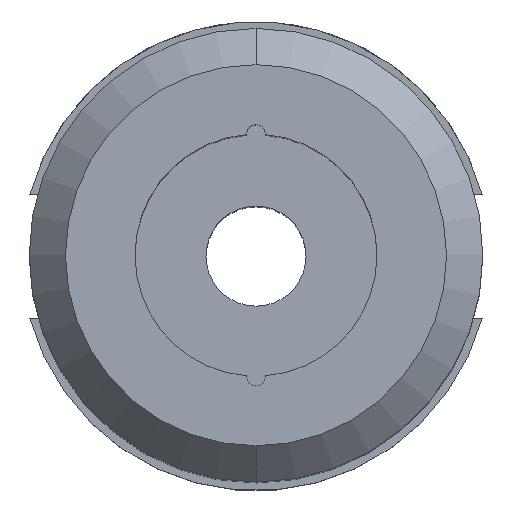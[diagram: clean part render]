
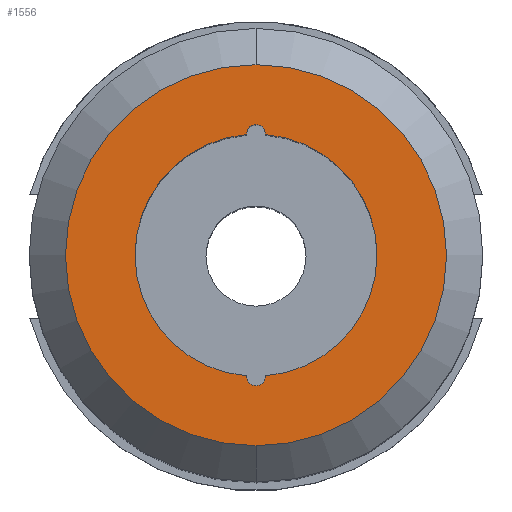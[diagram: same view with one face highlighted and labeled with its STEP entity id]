
A CAD part, top view. The second image highlights one B-rep face of the part: STEP entity #1556.
In plain terms, the highlighted planar face has unit normal (0, 0, 1).
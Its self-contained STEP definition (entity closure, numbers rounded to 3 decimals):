
#12 = VERTEX_POINT ( 'NONE', #1321 ) ;
#42 = ORIENTED_EDGE ( 'NONE', *, *, #1137, .T. ) ;
#45 = DIRECTION ( 'NONE',  ( 0., 1., 0. ) ) ;
#46 = AXIS2_PLACEMENT_3D ( 'NONE', #1039, #965, #918 ) ;
#49 = DIRECTION ( 'NONE',  ( 0., 0., -1. ) ) ;
#94 = DIRECTION ( 'NONE',  ( 0., 0., -1. ) ) ;
#111 = DIRECTION ( 'NONE',  ( 0., 0., 1. ) ) ;
#121 = CIRCLE ( 'NONE', #1363, 2. ) ;
#175 = EDGE_CURVE ( 'NONE', #12, #569, #193, .T. ) ;
#193 = CIRCLE ( 'NONE', #1194, 2. ) ;
#209 = FACE_OUTER_BOUND ( 'NONE', #1462, .T. ) ;
#285 = CARTESIAN_POINT ( 'NONE',  ( 2., 25.4, 152.4 ) ) ;
#286 = ORIENTED_EDGE ( 'NONE', *, *, #504, .T. ) ;
#352 = CIRCLE ( 'NONE', #1508, 25.4 ) ;
#369 = AXIS2_PLACEMENT_3D ( 'NONE', #856, #837, #804 ) ;
#374 = CARTESIAN_POINT ( 'NONE',  ( 1.998, -25.321, 152.4 ) ) ;
#375 = DIRECTION ( 'NONE',  ( 1., 0., 0. ) ) ;
#380 = DIRECTION ( 'NONE',  ( 1., 0., 0. ) ) ;
#387 = ORIENTED_EDGE ( 'NONE', *, *, #579, .F. ) ;
#410 = CARTESIAN_POINT ( 'NONE',  ( 0., -25.4, 152.4 ) ) ;
#415 = EDGE_LOOP ( 'NONE', ( #1602, #387, #1128, #1918, #286, #637, #1269, #1634 ) ) ;
#418 = DIRECTION ( 'NONE',  ( 0., 0., -1. ) ) ;
#469 = AXIS2_PLACEMENT_3D ( 'NONE', #582, #1583, #519 ) ;
#474 = CIRCLE ( 'NONE', #1464, 2. ) ;
#475 = CIRCLE ( 'NONE', #469, 2. ) ;
#504 = EDGE_CURVE ( 'NONE', #12, #1110, #1307, .T. ) ;
#519 = DIRECTION ( 'NONE',  ( 1., 0., 0. ) ) ;
#541 = EDGE_CURVE ( 'NONE', #569, #1003, #121, .T. ) ;
#569 = VERTEX_POINT ( 'NONE', #796 ) ;
#579 = EDGE_CURVE ( 'NONE', #1003, #688, #474, .T. ) ;
#582 = CARTESIAN_POINT ( 'NONE',  ( 0., 25.4, 152.4 ) ) ;
#585 = VERTEX_POINT ( 'NONE', #1302 ) ;
#603 = EDGE_CURVE ( 'NONE', #1577, #585, #772, .T. ) ;
#637 = ORIENTED_EDGE ( 'NONE', *, *, #1153, .T. ) ;
#685 = CIRCLE ( 'NONE', #1799, 2. ) ;
#688 = VERTEX_POINT ( 'NONE', #374 ) ;
#772 = CIRCLE ( 'NONE', #1572, 40. ) ;
#796 = CARTESIAN_POINT ( 'NONE',  ( -2., -25.4, 152.4 ) ) ;
#804 = DIRECTION ( 'NONE',  ( 1., 0., 0. ) ) ;
#824 = ORIENTED_EDGE ( 'NONE', *, *, #603, .T. ) ;
#837 = DIRECTION ( 'NONE',  ( 0., 0., -1. ) ) ;
#856 = CARTESIAN_POINT ( 'NONE',  ( 0., 25.4, 152.4 ) ) ;
#868 = DIRECTION ( 'NONE',  ( 0., 1., 0. ) ) ;
#918 = DIRECTION ( 'NONE',  ( 1., 0., 0. ) ) ;
#935 = DIRECTION ( 'NONE',  ( 0., 0., 1. ) ) ;
#945 = CARTESIAN_POINT ( 'NONE',  ( 0., 0., 152.4 ) ) ;
#958 = CARTESIAN_POINT ( 'NONE',  ( -2., 25.4, 152.4 ) ) ;
#965 = DIRECTION ( 'NONE',  ( 0., 0., 1. ) ) ;
#966 = CARTESIAN_POINT ( 'NONE',  ( 0., 0., 152.4 ) ) ;
#969 = EDGE_CURVE ( 'NONE', #1078, #688, #352, .T. ) ;
#1003 = VERTEX_POINT ( 'NONE', #1665 ) ;
#1011 = DIRECTION ( 'NONE',  ( 0., 1., 0. ) ) ;
#1039 = CARTESIAN_POINT ( 'NONE',  ( -40.48, -40.48, 152.4 ) ) ;
#1043 = AXIS2_PLACEMENT_3D ( 'NONE', #1609, #418, #1742 ) ;
#1050 = PLANE ( 'NONE',  #46 ) ;
#1078 = VERTEX_POINT ( 'NONE', #1944 ) ;
#1110 = VERTEX_POINT ( 'NONE', #1169 ) ;
#1122 = DIRECTION ( 'NONE',  ( 0., 0., 1. ) ) ;
#1128 = ORIENTED_EDGE ( 'NONE', *, *, #541, .F. ) ;
#1137 = EDGE_CURVE ( 'NONE', #585, #1577, #1268, .T. ) ;
#1142 = EDGE_CURVE ( 'NONE', #1152, #1219, #1735, .T. ) ;
#1145 = FACE_BOUND ( 'NONE', #415, .T. ) ;
#1152 = VERTEX_POINT ( 'NONE', #958 ) ;
#1153 = EDGE_CURVE ( 'NONE', #1110, #1152, #475, .T. ) ;
#1161 = DIRECTION ( 'NONE',  ( 1., 0., 0. ) ) ;
#1169 = CARTESIAN_POINT ( 'NONE',  ( -1.998, 25.321, 152.4 ) ) ;
#1194 = AXIS2_PLACEMENT_3D ( 'NONE', #1574, #1751, #1469 ) ;
#1219 = VERTEX_POINT ( 'NONE', #285 ) ;
#1268 = CIRCLE ( 'NONE', #1947, 40. ) ;
#1269 = ORIENTED_EDGE ( 'NONE', *, *, #1142, .T. ) ;
#1297 = DIRECTION ( 'NONE',  ( 0., 0., 1. ) ) ;
#1302 = CARTESIAN_POINT ( 'NONE',  ( 0., -40., 152.4 ) ) ;
#1307 = CIRCLE ( 'NONE', #1043, 25.4 ) ;
#1313 = CARTESIAN_POINT ( 'NONE',  ( 0., -25.4, 152.4 ) ) ;
#1321 = CARTESIAN_POINT ( 'NONE',  ( -1.998, -25.321, 152.4 ) ) ;
#1363 = AXIS2_PLACEMENT_3D ( 'NONE', #1313, #1297, #1161 ) ;
#1462 = EDGE_LOOP ( 'NONE', ( #824, #42 ) ) ;
#1464 = AXIS2_PLACEMENT_3D ( 'NONE', #410, #111, #380 ) ;
#1469 = DIRECTION ( 'NONE',  ( 1., 0., 0. ) ) ;
#1508 = AXIS2_PLACEMENT_3D ( 'NONE', #1871, #49, #45 ) ;
#1556 = ADVANCED_FACE ( 'NONE', ( #1145, #209 ), #1050, .T. ) ;
#1572 = AXIS2_PLACEMENT_3D ( 'NONE', #945, #935, #868 ) ;
#1574 = CARTESIAN_POINT ( 'NONE',  ( 0., -25.4, 152.4 ) ) ;
#1577 = VERTEX_POINT ( 'NONE', #1688 ) ;
#1583 = DIRECTION ( 'NONE',  ( 0., 0., -1. ) ) ;
#1595 = CARTESIAN_POINT ( 'NONE',  ( 0., 25.4, 152.4 ) ) ;
#1602 = ORIENTED_EDGE ( 'NONE', *, *, #969, .T. ) ;
#1609 = CARTESIAN_POINT ( 'NONE',  ( 0., 0., 152.4 ) ) ;
#1634 = ORIENTED_EDGE ( 'NONE', *, *, #1954, .T. ) ;
#1665 = CARTESIAN_POINT ( 'NONE',  ( 2., -25.4, 152.4 ) ) ;
#1688 = CARTESIAN_POINT ( 'NONE',  ( 0., 40., 152.4 ) ) ;
#1735 = CIRCLE ( 'NONE', #369, 2. ) ;
#1742 = DIRECTION ( 'NONE',  ( 0., 1., 0. ) ) ;
#1751 = DIRECTION ( 'NONE',  ( 0., 0., 1. ) ) ;
#1799 = AXIS2_PLACEMENT_3D ( 'NONE', #1595, #94, #375 ) ;
#1871 = CARTESIAN_POINT ( 'NONE',  ( 0., 0., 152.4 ) ) ;
#1918 = ORIENTED_EDGE ( 'NONE', *, *, #175, .F. ) ;
#1944 = CARTESIAN_POINT ( 'NONE',  ( 1.998, 25.321, 152.4 ) ) ;
#1947 = AXIS2_PLACEMENT_3D ( 'NONE', #966, #1122, #1011 ) ;
#1954 = EDGE_CURVE ( 'NONE', #1219, #1078, #685, .T. ) ;
